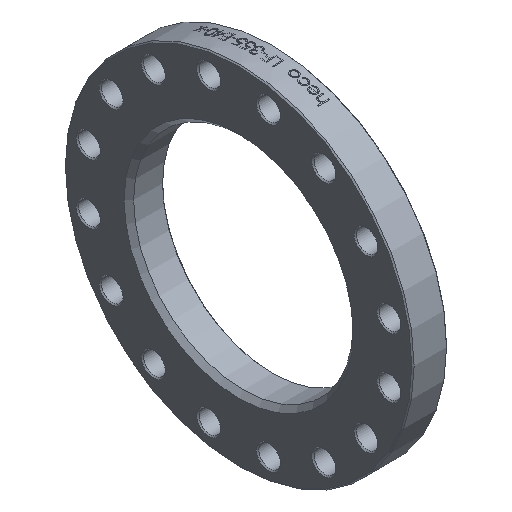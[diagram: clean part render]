
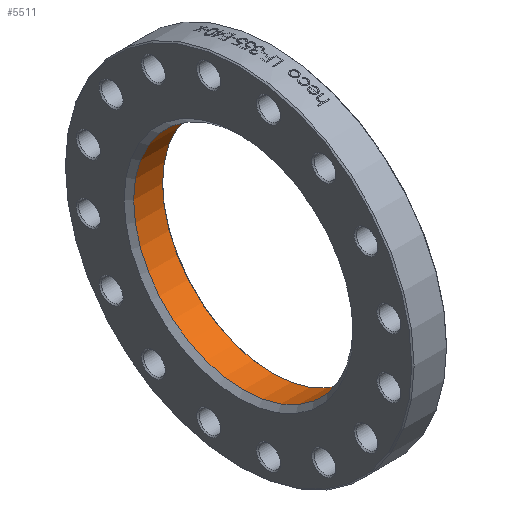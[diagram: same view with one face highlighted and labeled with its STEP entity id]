
A CAD part, isometric view. The second image highlights one B-rep face of the part: STEP entity #5511.
In plain terms, the highlighted cylindrical face has radius 182.5 mm (diameter 365 mm), a full revolution.
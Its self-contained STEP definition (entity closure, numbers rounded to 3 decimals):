
#339 = FACE_OUTER_BOUND ( 'NONE', #3229, .T. ) ;
#531 = EDGE_CURVE ( 'NONE', #1077, #1077, #4046, .T. ) ;
#634 = CARTESIAN_POINT ( 'NONE',  ( 8., 0., -182.5 ) ) ;
#910 = AXIS2_PLACEMENT_3D ( 'NONE', #3753, #3037, #4841 ) ;
#1077 = VERTEX_POINT ( 'NONE', #1680 ) ;
#1680 = CARTESIAN_POINT ( 'NONE',  ( 56., 0., 182.5 ) ) ;
#2079 = CARTESIAN_POINT ( 'NONE',  ( 8., 0., 0. ) ) ;
#2173 = EDGE_CURVE ( 'NONE', #4208, #4208, #4953, .T. ) ;
#2570 = ORIENTED_EDGE ( 'NONE', *, *, #2173, .T. ) ;
#2713 = CARTESIAN_POINT ( 'NONE',  ( 56., 0., 0. ) ) ;
#3037 = DIRECTION ( 'NONE',  ( -1., 0., 0. ) ) ;
#3114 = FACE_OUTER_BOUND ( 'NONE', #3202, .T. ) ;
#3144 = DIRECTION ( 'NONE',  ( 0., 0., -1. ) ) ;
#3202 = EDGE_LOOP ( 'NONE', ( #2570 ) ) ;
#3229 = EDGE_LOOP ( 'NONE', ( #3859 ) ) ;
#3753 = CARTESIAN_POINT ( 'NONE',  ( 0., 0., 0. ) ) ;
#3859 = ORIENTED_EDGE ( 'NONE', *, *, #531, .T. ) ;
#3961 = DIRECTION ( 'NONE',  ( -1., 0., 0. ) ) ;
#4046 = CIRCLE ( 'NONE', #4300, 182.5 ) ;
#4208 = VERTEX_POINT ( 'NONE', #634 ) ;
#4300 = AXIS2_PLACEMENT_3D ( 'NONE', #2713, #4470, #5109 ) ;
#4470 = DIRECTION ( 'NONE',  ( 1., 0., 0. ) ) ;
#4841 = DIRECTION ( 'NONE',  ( 0., 0., 1. ) ) ;
#4953 = CIRCLE ( 'NONE', #5907, 182.5 ) ;
#5109 = DIRECTION ( 'NONE',  ( 0., 0., 1. ) ) ;
#5511 = ADVANCED_FACE ( 'NONE', ( #3114, #339 ), #7141, .F. ) ;
#5907 = AXIS2_PLACEMENT_3D ( 'NONE', #2079, #3961, #3144 ) ;
#7141 = CYLINDRICAL_SURFACE ( 'NONE', #910, 182.5 ) ;
